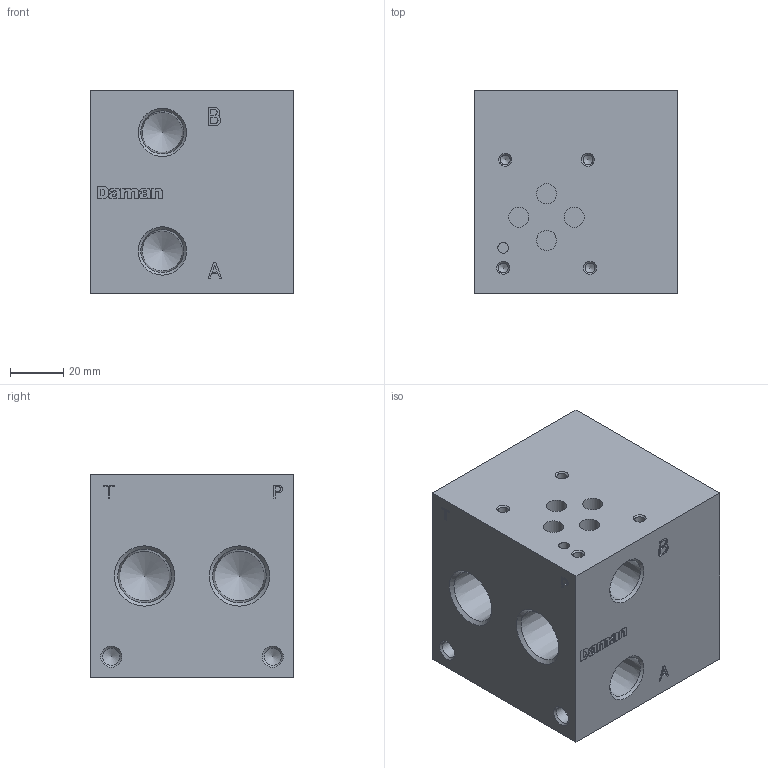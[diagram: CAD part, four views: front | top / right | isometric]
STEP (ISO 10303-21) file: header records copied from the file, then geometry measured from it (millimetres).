
FILE_DESCRIPTION( ( 'STEP AP214' ), ' ' );
FILE_NAME( 'AD03P012P_S.stp', '2018-04-23T17:43:03', ( '' ), ( '' ), ' ', 'PARTsolutions', ' ' );
FILE_SCHEMA( ( 'AUTOMOTIVE_DESIGN { 1 0 10303 214 1 1 1 1 }' ) );
Length unit declared in the file: inch
Products named in the file (1): _AD03P012P/S
Bounding box: 76.2 x 76.2 x 76.2 mm (x, y, z)
Volume: 389207.4 mm3; surface area: 46797.5 mm2
Topology: 1 solids, 1 shells, 246 faces, 635 edges, 415 vertices
Faces by surface type: plane 149, cylinder 59, cone 38
Full cylindrical faces by diameter (mm): 3.68 x4, 4.013 x1, 6.411 x4, 7.493 x4, 17.475 x1, 18.593 x1, 20.65 x1, 21.844 x1
Entity records: 9078 total; most frequent: CARTESIAN_POINT 1297, DIRECTION 1192, ORIENTED_EDGE 1110, EDGE_CURVE 555, LINE 408, VECTOR 408, VERTEX_POINT 405, AXIS2_PLACEMENT_3D 392
